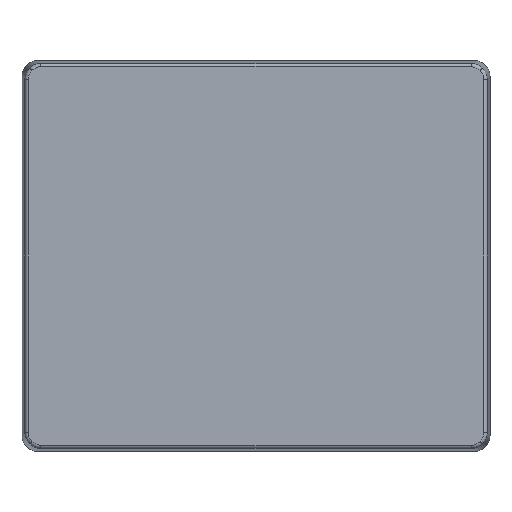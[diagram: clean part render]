
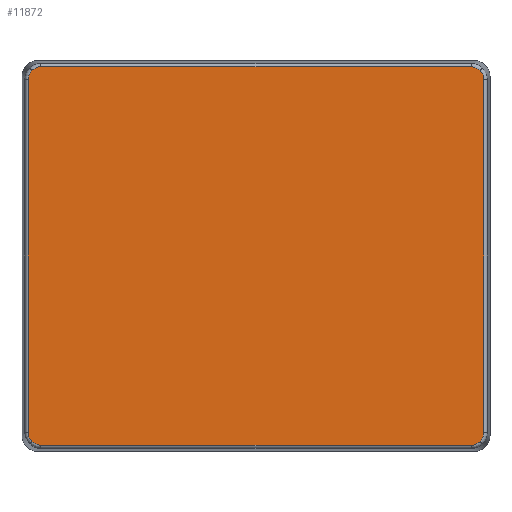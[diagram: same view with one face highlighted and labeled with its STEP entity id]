
A CAD part, front view. The second image highlights one B-rep face of the part: STEP entity #11872.
In plain terms, the highlighted face is planar.
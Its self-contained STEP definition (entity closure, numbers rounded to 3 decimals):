
#533=LINE('',#17751,#1499);
#534=LINE('',#17759,#1500);
#535=LINE('',#17767,#1501);
#536=LINE('',#17775,#1502);
#1499=VECTOR('',#13446,133.411);
#1500=VECTOR('',#13447,109.411);
#1501=VECTOR('',#13448,133.411);
#1502=VECTOR('',#13449,109.411);
#2386=PLANE('',#12619);
#2633=(
BOUNDED_CURVE()
B_SPLINE_CURVE(3,(#15691,#15692,#15693,#15694,#15695,#15696),
 .UNSPECIFIED.,.F.,.F.)
B_SPLINE_CURVE_WITH_KNOTS((4,2,4),(5.498,5.891,6.283),
 .UNSPECIFIED.)
CURVE()
GEOMETRIC_REPRESENTATION_ITEM()
RATIONAL_B_SPLINE_CURVE((1.,1.,1.,1.,1.,1.))
REPRESENTATION_ITEM('')
);
#2634=(
BOUNDED_CURVE()
B_SPLINE_CURVE(3,(#15728,#15729,#15730,#15731,#15732,#15733),
 .UNSPECIFIED.,.F.,.F.)
B_SPLINE_CURVE_WITH_KNOTS((4,2,4),(5.498,5.891,6.283),
 .UNSPECIFIED.)
CURVE()
GEOMETRIC_REPRESENTATION_ITEM()
RATIONAL_B_SPLINE_CURVE((1.,1.,1.,1.,1.,1.))
REPRESENTATION_ITEM('')
);
#2635=(
BOUNDED_CURVE()
B_SPLINE_CURVE(3,(#15765,#15766,#15767,#15768,#15769,#15770),
 .UNSPECIFIED.,.F.,.F.)
B_SPLINE_CURVE_WITH_KNOTS((4,2,4),(5.498,5.891,6.283),
 .UNSPECIFIED.)
CURVE()
GEOMETRIC_REPRESENTATION_ITEM()
RATIONAL_B_SPLINE_CURVE((1.,1.,1.,1.,1.,1.))
REPRESENTATION_ITEM('')
);
#2636=(
BOUNDED_CURVE()
B_SPLINE_CURVE(3,(#15802,#15803,#15804,#15805,#15806,#15807),
 .UNSPECIFIED.,.F.,.F.)
B_SPLINE_CURVE_WITH_KNOTS((4,2,4),(5.498,5.891,6.283),
 .UNSPECIFIED.)
CURVE()
GEOMETRIC_REPRESENTATION_ITEM()
RATIONAL_B_SPLINE_CURVE((1.,1.,1.,1.,1.,1.))
REPRESENTATION_ITEM('')
);
#2637=(
BOUNDED_CURVE()
B_SPLINE_CURVE(3,(#17753,#17754,#17755,#17756,#17757,#17758),
 .UNSPECIFIED.,.F.,.F.)
B_SPLINE_CURVE_WITH_KNOTS((4,2,4),(0.,0.393,
0.785),.UNSPECIFIED.)
CURVE()
GEOMETRIC_REPRESENTATION_ITEM()
RATIONAL_B_SPLINE_CURVE((1.,1.,1.,1.,1.,1.))
REPRESENTATION_ITEM('')
);
#2638=(
BOUNDED_CURVE()
B_SPLINE_CURVE(3,(#17761,#17762,#17763,#17764,#17765,#17766),
 .UNSPECIFIED.,.F.,.F.)
B_SPLINE_CURVE_WITH_KNOTS((4,2,4),(0.,0.393,
0.785),.UNSPECIFIED.)
CURVE()
GEOMETRIC_REPRESENTATION_ITEM()
RATIONAL_B_SPLINE_CURVE((1.,1.,1.,1.,1.,1.))
REPRESENTATION_ITEM('')
);
#2639=(
BOUNDED_CURVE()
B_SPLINE_CURVE(3,(#17769,#17770,#17771,#17772,#17773,#17774),
 .UNSPECIFIED.,.F.,.F.)
B_SPLINE_CURVE_WITH_KNOTS((4,2,4),(0.,0.393,
0.785),.UNSPECIFIED.)
CURVE()
GEOMETRIC_REPRESENTATION_ITEM()
RATIONAL_B_SPLINE_CURVE((1.,1.,1.,1.,1.,1.))
REPRESENTATION_ITEM('')
);
#2640=(
BOUNDED_CURVE()
B_SPLINE_CURVE(3,(#17776,#17777,#17778,#17779,#17780,#17781),
 .UNSPECIFIED.,.F.,.F.)
B_SPLINE_CURVE_WITH_KNOTS((4,2,4),(0.,0.393,
0.785),.UNSPECIFIED.)
CURVE()
GEOMETRIC_REPRESENTATION_ITEM()
RATIONAL_B_SPLINE_CURVE((1.,1.,1.,1.,1.,1.))
REPRESENTATION_ITEM('')
);
#3371=FACE_OUTER_BOUND('',#4107,.T.);
#4107=EDGE_LOOP('',(#8384,#8385,#8386,#8387,#8388,#8389,#8390,#8391,#8392,
#8393,#8394,#8395));
#5122=VERTEX_POINT('',#15688);
#5123=VERTEX_POINT('',#15690);
#5126=VERTEX_POINT('',#15725);
#5127=VERTEX_POINT('',#15727);
#5130=VERTEX_POINT('',#15762);
#5131=VERTEX_POINT('',#15764);
#5134=VERTEX_POINT('',#15799);
#5135=VERTEX_POINT('',#15801);
#5340=VERTEX_POINT('',#17750);
#5341=VERTEX_POINT('',#17752);
#5342=VERTEX_POINT('',#17760);
#5343=VERTEX_POINT('',#17768);
#6325=EDGE_CURVE('',#5123,#5122,#2633,.T.);
#6329=EDGE_CURVE('',#5127,#5126,#2634,.T.);
#6333=EDGE_CURVE('',#5131,#5130,#2635,.T.);
#6337=EDGE_CURVE('',#5135,#5134,#2636,.T.);
#6547=EDGE_CURVE('',#5340,#5123,#533,.T.);
#6548=EDGE_CURVE('',#5122,#5341,#2637,.T.);
#6549=EDGE_CURVE('',#5341,#5127,#534,.T.);
#6550=EDGE_CURVE('',#5126,#5342,#2638,.T.);
#6551=EDGE_CURVE('',#5342,#5135,#535,.T.);
#6552=EDGE_CURVE('',#5134,#5343,#2639,.T.);
#6553=EDGE_CURVE('',#5343,#5131,#536,.T.);
#6554=EDGE_CURVE('',#5130,#5340,#2640,.T.);
#8384=ORIENTED_EDGE('',*,*,#6547,.T.);
#8385=ORIENTED_EDGE('',*,*,#6325,.T.);
#8386=ORIENTED_EDGE('',*,*,#6548,.T.);
#8387=ORIENTED_EDGE('',*,*,#6549,.T.);
#8388=ORIENTED_EDGE('',*,*,#6329,.T.);
#8389=ORIENTED_EDGE('',*,*,#6550,.T.);
#8390=ORIENTED_EDGE('',*,*,#6551,.T.);
#8391=ORIENTED_EDGE('',*,*,#6337,.T.);
#8392=ORIENTED_EDGE('',*,*,#6552,.T.);
#8393=ORIENTED_EDGE('',*,*,#6553,.T.);
#8394=ORIENTED_EDGE('',*,*,#6333,.T.);
#8395=ORIENTED_EDGE('',*,*,#6554,.T.);
#11872=ADVANCED_FACE('',(#3371),#2386,.T.);
#12619=AXIS2_PLACEMENT_3D('',#17749,#13444,#13445);
#13444=DIRECTION('center_axis',(0.,0.,1.));
#13445=DIRECTION('ref_axis',(1.,0.,0.));
#13446=DIRECTION('',(-1.,0.,0.));
#13447=DIRECTION('',(0.,-1.,0.));
#13448=DIRECTION('',(1.,0.,0.));
#13449=DIRECTION('',(0.,1.,0.));
#15688=CARTESIAN_POINT('',(-69.533,57.533,35.2));
#15690=CARTESIAN_POINT('',(-66.705,58.704,35.2));
#15691=CARTESIAN_POINT('Ctrl Pts',(-66.705,58.704,35.2));
#15692=CARTESIAN_POINT('Ctrl Pts',(-67.229,58.704,35.2));
#15693=CARTESIAN_POINT('Ctrl Pts',(-67.752,58.6,35.2));
#15694=CARTESIAN_POINT('Ctrl Pts',(-68.719,58.2,35.2));
#15695=CARTESIAN_POINT('Ctrl Pts',(-69.163,57.903,35.2));
#15696=CARTESIAN_POINT('Ctrl Pts',(-69.533,57.533,35.2));
#15725=CARTESIAN_POINT('',(-69.533,-57.533,35.2));
#15727=CARTESIAN_POINT('',(-70.704,-54.705,35.2));
#15728=CARTESIAN_POINT('Ctrl Pts',(-70.704,-54.705,
35.2));
#15729=CARTESIAN_POINT('Ctrl Pts',(-70.704,-55.229,
35.2));
#15730=CARTESIAN_POINT('Ctrl Pts',(-70.6,-55.752,
35.2));
#15731=CARTESIAN_POINT('Ctrl Pts',(-70.2,-56.719,35.2));
#15732=CARTESIAN_POINT('Ctrl Pts',(-69.903,-57.163,
35.2));
#15733=CARTESIAN_POINT('Ctrl Pts',(-69.533,-57.533,
35.2));
#15762=CARTESIAN_POINT('',(69.533,57.533,35.2));
#15764=CARTESIAN_POINT('',(70.704,54.705,35.2));
#15765=CARTESIAN_POINT('Ctrl Pts',(70.704,54.705,35.2));
#15766=CARTESIAN_POINT('Ctrl Pts',(70.704,55.229,35.2));
#15767=CARTESIAN_POINT('Ctrl Pts',(70.6,55.752,35.2));
#15768=CARTESIAN_POINT('Ctrl Pts',(70.2,56.719,35.2));
#15769=CARTESIAN_POINT('Ctrl Pts',(69.903,57.163,35.2));
#15770=CARTESIAN_POINT('Ctrl Pts',(69.533,57.533,35.2));
#15799=CARTESIAN_POINT('',(69.533,-57.533,35.2));
#15801=CARTESIAN_POINT('',(66.705,-58.704,35.2));
#15802=CARTESIAN_POINT('Ctrl Pts',(66.705,-58.704,35.2));
#15803=CARTESIAN_POINT('Ctrl Pts',(67.229,-58.704,35.2));
#15804=CARTESIAN_POINT('Ctrl Pts',(67.752,-58.6,35.2));
#15805=CARTESIAN_POINT('Ctrl Pts',(68.719,-58.2,35.2));
#15806=CARTESIAN_POINT('Ctrl Pts',(69.163,-57.903,35.2));
#15807=CARTESIAN_POINT('Ctrl Pts',(69.533,-57.533,35.2));
#17749=CARTESIAN_POINT('Origin',(-72.6,-60.6,35.2));
#17750=CARTESIAN_POINT('',(66.705,58.704,35.2));
#17751=CARTESIAN_POINT('',(66.705,58.704,35.2));
#17752=CARTESIAN_POINT('',(-70.704,54.705,35.2));
#17753=CARTESIAN_POINT('Ctrl Pts',(-69.533,57.533,35.2));
#17754=CARTESIAN_POINT('Ctrl Pts',(-69.903,57.163,35.2));
#17755=CARTESIAN_POINT('Ctrl Pts',(-70.2,56.719,35.2));
#17756=CARTESIAN_POINT('Ctrl Pts',(-70.6,55.752,35.2));
#17757=CARTESIAN_POINT('Ctrl Pts',(-70.704,55.229,35.2));
#17758=CARTESIAN_POINT('Ctrl Pts',(-70.704,54.705,35.2));
#17759=CARTESIAN_POINT('',(-70.704,54.705,35.2));
#17760=CARTESIAN_POINT('',(-66.705,-58.704,35.2));
#17761=CARTESIAN_POINT('Ctrl Pts',(-69.533,-57.533,
35.2));
#17762=CARTESIAN_POINT('Ctrl Pts',(-69.163,-57.903,
35.2));
#17763=CARTESIAN_POINT('Ctrl Pts',(-68.719,-58.2,
35.2));
#17764=CARTESIAN_POINT('Ctrl Pts',(-67.752,-58.6,
35.2));
#17765=CARTESIAN_POINT('Ctrl Pts',(-67.229,-58.704,
35.2));
#17766=CARTESIAN_POINT('Ctrl Pts',(-66.705,-58.704,35.2));
#17767=CARTESIAN_POINT('',(-66.705,-58.704,35.2));
#17768=CARTESIAN_POINT('',(70.704,-54.705,35.2));
#17769=CARTESIAN_POINT('Ctrl Pts',(69.533,-57.533,35.2));
#17770=CARTESIAN_POINT('Ctrl Pts',(69.903,-57.163,35.2));
#17771=CARTESIAN_POINT('Ctrl Pts',(70.2,-56.719,35.2));
#17772=CARTESIAN_POINT('Ctrl Pts',(70.6,-55.752,35.2));
#17773=CARTESIAN_POINT('Ctrl Pts',(70.704,-55.229,35.2));
#17774=CARTESIAN_POINT('Ctrl Pts',(70.704,-54.705,35.2));
#17775=CARTESIAN_POINT('',(70.704,-54.705,35.2));
#17776=CARTESIAN_POINT('Ctrl Pts',(69.533,57.533,35.2));
#17777=CARTESIAN_POINT('Ctrl Pts',(69.163,57.903,35.2));
#17778=CARTESIAN_POINT('Ctrl Pts',(68.719,58.2,35.2));
#17779=CARTESIAN_POINT('Ctrl Pts',(67.752,58.6,35.2));
#17780=CARTESIAN_POINT('Ctrl Pts',(67.229,58.704,35.2));
#17781=CARTESIAN_POINT('Ctrl Pts',(66.705,58.704,35.2));
